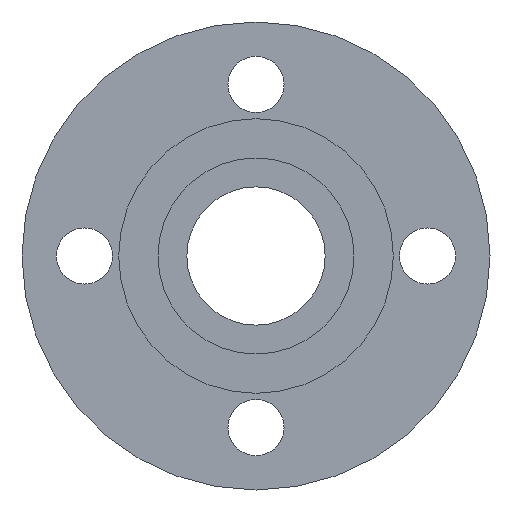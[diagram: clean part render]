
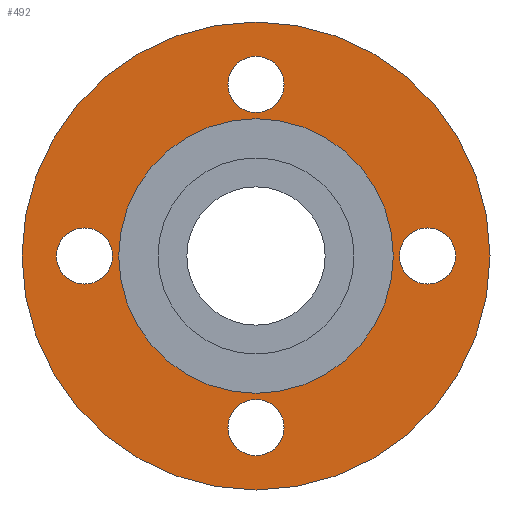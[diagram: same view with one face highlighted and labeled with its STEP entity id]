
A CAD part, front view. The second image highlights one B-rep face of the part: STEP entity #492.
In plain terms, the highlighted planar face has unit normal (0, -1, 0).
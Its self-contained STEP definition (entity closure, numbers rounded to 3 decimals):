
#6 = AXIS2_PLACEMENT_3D ( 'NONE', #784, #29, #160 ) ;
#15 = CIRCLE ( 'NONE', #510, 75. ) ;
#22 = AXIS2_PLACEMENT_3D ( 'NONE', #512, #385, #509 ) ;
#29 = DIRECTION ( 'NONE',  ( 0., 1., 0. ) ) ;
#34 = FACE_BOUND ( 'NONE', #602, .T. ) ;
#37 = CARTESIAN_POINT ( 'NONE',  ( 0., 5., -55. ) ) ;
#40 = DIRECTION ( 'NONE',  ( 0., -1., 0. ) ) ;
#48 = VERTEX_POINT ( 'NONE', #313 ) ;
#65 = CIRCLE ( 'NONE', #287, 9. ) ;
#68 = CIRCLE ( 'NONE', #736, 9. ) ;
#70 = CIRCLE ( 'NONE', #178, 9. ) ;
#74 = EDGE_CURVE ( 'NONE', #848, #443, #168, .T. ) ;
#93 = ORIENTED_EDGE ( 'NONE', *, *, #723, .T. ) ;
#94 = DIRECTION ( 'NONE',  ( 0., 0., -1. ) ) ;
#104 = VERTEX_POINT ( 'NONE', #200 ) ;
#109 = AXIS2_PLACEMENT_3D ( 'NONE', #715, #650, #112 ) ;
#111 = ORIENTED_EDGE ( 'NONE', *, *, #798, .F. ) ;
#112 = DIRECTION ( 'NONE',  ( 0., 0., -1. ) ) ;
#115 = DIRECTION ( 'NONE',  ( 0., 1., 0. ) ) ;
#124 = EDGE_CURVE ( 'NONE', #104, #340, #15, .T. ) ;
#139 = VERTEX_POINT ( 'NONE', #339 ) ;
#160 = DIRECTION ( 'NONE',  ( 0., 0., 1. ) ) ;
#165 = EDGE_LOOP ( 'NONE', ( #493, #803 ) ) ;
#168 = CIRCLE ( 'NONE', #783, 9. ) ;
#171 = CIRCLE ( 'NONE', #109, 9. ) ;
#172 = EDGE_CURVE ( 'NONE', #443, #848, #70, .T. ) ;
#178 = AXIS2_PLACEMENT_3D ( 'NONE', #350, #473, #750 ) ;
#182 = DIRECTION ( 'NONE',  ( 0., -1., 0. ) ) ;
#190 = CIRCLE ( 'NONE', #807, 9. ) ;
#195 = CARTESIAN_POINT ( 'NONE',  ( 55., 5., -9. ) ) ;
#198 = VERTEX_POINT ( 'NONE', #812 ) ;
#200 = CARTESIAN_POINT ( 'NONE',  ( 0., 5., -75. ) ) ;
#213 = PLANE ( 'NONE',  #370 ) ;
#220 = ORIENTED_EDGE ( 'NONE', *, *, #781, .F. ) ;
#225 = ORIENTED_EDGE ( 'NONE', *, *, #74, .F. ) ;
#230 = CARTESIAN_POINT ( 'NONE',  ( 0., 5., -64. ) ) ;
#232 = CIRCLE ( 'NONE', #432, 9. ) ;
#238 = EDGE_CURVE ( 'NONE', #572, #318, #190, .T. ) ;
#260 = ORIENTED_EDGE ( 'NONE', *, *, #172, .F. ) ;
#267 = ORIENTED_EDGE ( 'NONE', *, *, #124, .F. ) ;
#269 = DIRECTION ( 'NONE',  ( 0., -1., 0. ) ) ;
#270 = FACE_BOUND ( 'NONE', #813, .T. ) ;
#285 = CARTESIAN_POINT ( 'NONE',  ( 0., 5., 44. ) ) ;
#287 = AXIS2_PLACEMENT_3D ( 'NONE', #427, #487, #94 ) ;
#297 = CARTESIAN_POINT ( 'NONE',  ( 0., 5., 75. ) ) ;
#307 = DIRECTION ( 'NONE',  ( 0., 1., 0. ) ) ;
#313 = CARTESIAN_POINT ( 'NONE',  ( 0., 5., 64. ) ) ;
#318 = VERTEX_POINT ( 'NONE', #230 ) ;
#324 = CIRCLE ( 'NONE', #838, 44. ) ;
#339 = CARTESIAN_POINT ( 'NONE',  ( -55., 5., -9. ) ) ;
#340 = VERTEX_POINT ( 'NONE', #297 ) ;
#343 = DIRECTION ( 'NONE',  ( 0., 0., 1. ) ) ;
#350 = CARTESIAN_POINT ( 'NONE',  ( 55., 5., 0. ) ) ;
#370 = AXIS2_PLACEMENT_3D ( 'NONE', #285, #817, #476 ) ;
#372 = CARTESIAN_POINT ( 'NONE',  ( 0., 5., 0. ) ) ;
#381 = CARTESIAN_POINT ( 'NONE',  ( 55., 5., 9. ) ) ;
#382 = ORIENTED_EDGE ( 'NONE', *, *, #407, .T. ) ;
#385 = DIRECTION ( 'NONE',  ( 0., -1., 0. ) ) ;
#404 = DIRECTION ( 'NONE',  ( 0., 1., 0. ) ) ;
#407 = EDGE_CURVE ( 'NONE', #198, #591, #324, .T. ) ;
#427 = CARTESIAN_POINT ( 'NONE',  ( -55., 5., 0. ) ) ;
#432 = AXIS2_PLACEMENT_3D ( 'NONE', #656, #40, #856 ) ;
#441 = CARTESIAN_POINT ( 'NONE',  ( 0., 5., 46. ) ) ;
#443 = VERTEX_POINT ( 'NONE', #195 ) ;
#473 = DIRECTION ( 'NONE',  ( 0., -1., 0. ) ) ;
#476 = DIRECTION ( 'NONE',  ( 0., 0., -1. ) ) ;
#482 = CARTESIAN_POINT ( 'NONE',  ( 0., 5., -55. ) ) ;
#487 = DIRECTION ( 'NONE',  ( 0., -1., 0. ) ) ;
#492 = ADVANCED_FACE ( 'NONE', ( #34, #853, #687, #551, #270, #544 ), #213, .T. ) ;
#493 = ORIENTED_EDGE ( 'NONE', *, *, #694, .F. ) ;
#494 = CARTESIAN_POINT ( 'NONE',  ( 0., 5., 44. ) ) ;
#502 = DIRECTION ( 'NONE',  ( 0., 0., 1. ) ) ;
#508 = EDGE_LOOP ( 'NONE', ( #220, #578 ) ) ;
#509 = DIRECTION ( 'NONE',  ( 0., 0., -1. ) ) ;
#510 = AXIS2_PLACEMENT_3D ( 'NONE', #746, #404, #343 ) ;
#512 = CARTESIAN_POINT ( 'NONE',  ( 0., 5., 55. ) ) ;
#544 = FACE_OUTER_BOUND ( 'NONE', #776, .T. ) ;
#551 = FACE_BOUND ( 'NONE', #508, .T. ) ;
#557 = EDGE_LOOP ( 'NONE', ( #779, #614 ) ) ;
#562 = CIRCLE ( 'NONE', #787, 44. ) ;
#563 = VERTEX_POINT ( 'NONE', #759 ) ;
#572 = VERTEX_POINT ( 'NONE', #840 ) ;
#578 = ORIENTED_EDGE ( 'NONE', *, *, #238, .F. ) ;
#591 = VERTEX_POINT ( 'NONE', #494 ) ;
#602 = EDGE_LOOP ( 'NONE', ( #260, #225 ) ) ;
#611 = CIRCLE ( 'NONE', #22, 9. ) ;
#614 = ORIENTED_EDGE ( 'NONE', *, *, #825, .F. ) ;
#646 = DIRECTION ( 'NONE',  ( 0., -1., 0. ) ) ;
#650 = DIRECTION ( 'NONE',  ( 0., -1., 0. ) ) ;
#656 = CARTESIAN_POINT ( 'NONE',  ( 0., 5., 55. ) ) ;
#666 = CIRCLE ( 'NONE', #6, 75. ) ;
#687 = FACE_BOUND ( 'NONE', #165, .T. ) ;
#694 = EDGE_CURVE ( 'NONE', #139, #563, #65, .T. ) ;
#715 = CARTESIAN_POINT ( 'NONE',  ( -55., 5., 0. ) ) ;
#723 = EDGE_CURVE ( 'NONE', #591, #198, #562, .T. ) ;
#732 = VERTEX_POINT ( 'NONE', #441 ) ;
#734 = EDGE_CURVE ( 'NONE', #563, #139, #171, .T. ) ;
#735 = DIRECTION ( 'NONE',  ( 0., 0., -1. ) ) ;
#736 = AXIS2_PLACEMENT_3D ( 'NONE', #37, #646, #793 ) ;
#746 = CARTESIAN_POINT ( 'NONE',  ( 0., 5., 0. ) ) ;
#750 = DIRECTION ( 'NONE',  ( 0., 0., -1. ) ) ;
#753 = EDGE_CURVE ( 'NONE', #732, #48, #611, .T. ) ;
#759 = CARTESIAN_POINT ( 'NONE',  ( -55., 5., 9. ) ) ;
#776 = EDGE_LOOP ( 'NONE', ( #111, #267 ) ) ;
#779 = ORIENTED_EDGE ( 'NONE', *, *, #753, .F. ) ;
#781 = EDGE_CURVE ( 'NONE', #318, #572, #68, .T. ) ;
#783 = AXIS2_PLACEMENT_3D ( 'NONE', #797, #182, #735 ) ;
#784 = CARTESIAN_POINT ( 'NONE',  ( 0., 5., 0. ) ) ;
#787 = AXIS2_PLACEMENT_3D ( 'NONE', #372, #307, #502 ) ;
#793 = DIRECTION ( 'NONE',  ( 0., 0., -1. ) ) ;
#795 = CARTESIAN_POINT ( 'NONE',  ( 0., 5., 0. ) ) ;
#797 = CARTESIAN_POINT ( 'NONE',  ( 55., 5., 0. ) ) ;
#798 = EDGE_CURVE ( 'NONE', #340, #104, #666, .T. ) ;
#803 = ORIENTED_EDGE ( 'NONE', *, *, #734, .F. ) ;
#807 = AXIS2_PLACEMENT_3D ( 'NONE', #482, #269, #877 ) ;
#812 = CARTESIAN_POINT ( 'NONE',  ( 0., 5., -44. ) ) ;
#813 = EDGE_LOOP ( 'NONE', ( #93, #382 ) ) ;
#817 = DIRECTION ( 'NONE',  ( 0., -1., 0. ) ) ;
#825 = EDGE_CURVE ( 'NONE', #48, #732, #232, .T. ) ;
#838 = AXIS2_PLACEMENT_3D ( 'NONE', #795, #115, #867 ) ;
#840 = CARTESIAN_POINT ( 'NONE',  ( 0., 5., -46. ) ) ;
#848 = VERTEX_POINT ( 'NONE', #381 ) ;
#853 = FACE_BOUND ( 'NONE', #557, .T. ) ;
#856 = DIRECTION ( 'NONE',  ( 0., 0., -1. ) ) ;
#867 = DIRECTION ( 'NONE',  ( 0., 0., 1. ) ) ;
#877 = DIRECTION ( 'NONE',  ( 0., 0., -1. ) ) ;
